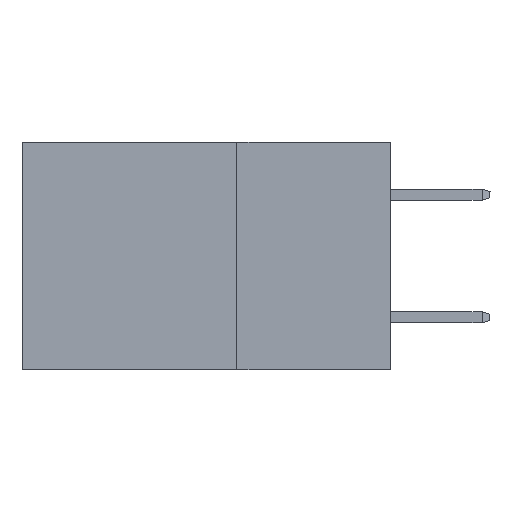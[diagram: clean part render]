
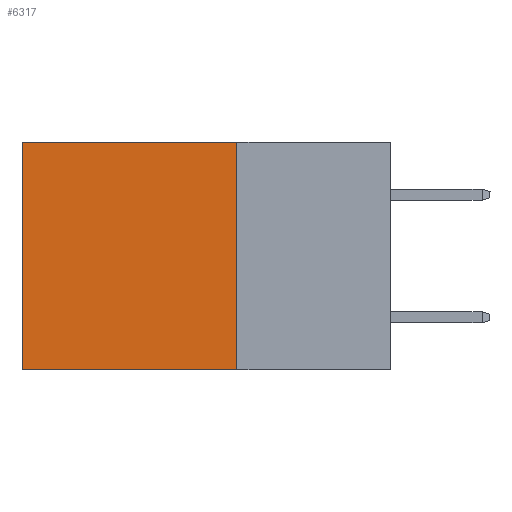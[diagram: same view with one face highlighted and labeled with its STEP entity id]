
A CAD part, left-side view. The second image highlights one B-rep face of the part: STEP entity #6317.
In plain terms, the highlighted planar face has unit normal (-1, 0, 0).
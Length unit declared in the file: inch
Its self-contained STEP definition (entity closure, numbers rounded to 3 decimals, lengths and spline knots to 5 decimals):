
#496 = CARTESIAN_POINT ( 'NONE',  ( 0.2875, 0.25, 0. ) ) ;
#737 = VERTEX_POINT ( 'NONE', #7722 ) ;
#902 = DIRECTION ( 'NONE',  ( 0., 1., 0. ) ) ;
#1162 = CARTESIAN_POINT ( 'NONE',  ( 0.2875, 0.6, -0.37 ) ) ;
#1396 = EDGE_CURVE ( 'NONE', #2565, #3575, #11633, .T. ) ;
#1744 = PLANE ( 'NONE',  #10036 ) ;
#1793 = DIRECTION ( 'NONE',  ( 1., 0., 0. ) ) ;
#2019 = LINE ( 'NONE', #2355, #2864 ) ;
#2355 = CARTESIAN_POINT ( 'NONE',  ( 0.2875, 0.25, -0.37 ) ) ;
#2565 = VERTEX_POINT ( 'NONE', #3870 ) ;
#2864 = VECTOR ( 'NONE', #902, 39.37008 ) ;
#2981 = ORIENTED_EDGE ( 'NONE', *, *, #9082, .F. ) ;
#3575 = VERTEX_POINT ( 'NONE', #1162 ) ;
#3646 = EDGE_CURVE ( 'NONE', #737, #2565, #11921, .T. ) ;
#3870 = CARTESIAN_POINT ( 'NONE',  ( 0.2875, 0.6, 0. ) ) ;
#3964 = CARTESIAN_POINT ( 'NONE',  ( 0.2875, 0.25, 0. ) ) ;
#3980 = VECTOR ( 'NONE', #8405, 39.37008 ) ;
#4023 = ORIENTED_EDGE ( 'NONE', *, *, #3646, .T. ) ;
#4831 = EDGE_CURVE ( 'NONE', #13806, #3575, #2019, .T. ) ;
#5349 = CARTESIAN_POINT ( 'NONE',  ( 0.2875, 0.6, 0. ) ) ;
#5926 = DIRECTION ( 'NONE',  ( 0., 0., -1. ) ) ;
#6022 = DIRECTION ( 'NONE',  ( 0., 1., 0. ) ) ;
#6105 = ORIENTED_EDGE ( 'NONE', *, *, #4831, .F. ) ;
#6317 = ADVANCED_FACE ( 'NONE', ( #12848 ), #1744, .F. ) ;
#7077 = VECTOR ( 'NONE', #5926, 39.37008 ) ;
#7722 = CARTESIAN_POINT ( 'NONE',  ( 0.2875, 0.25, 0. ) ) ;
#8405 = DIRECTION ( 'NONE',  ( 0., 0., -1. ) ) ;
#8518 = CARTESIAN_POINT ( 'NONE',  ( 0.2875, 0.25, -0.37 ) ) ;
#8666 = EDGE_LOOP ( 'NONE', ( #11927, #6105, #2981, #4023 ) ) ;
#8695 = VECTOR ( 'NONE', #6022, 39.37008 ) ;
#9082 = EDGE_CURVE ( 'NONE', #737, #13806, #11668, .T. ) ;
#9097 = CARTESIAN_POINT ( 'NONE',  ( 0.2875, 0.25, 0. ) ) ;
#10036 = AXIS2_PLACEMENT_3D ( 'NONE', #3964, #1793, #13568 ) ;
#11633 = LINE ( 'NONE', #5349, #3980 ) ;
#11668 = LINE ( 'NONE', #9097, #7077 ) ;
#11921 = LINE ( 'NONE', #496, #8695 ) ;
#11927 = ORIENTED_EDGE ( 'NONE', *, *, #1396, .T. ) ;
#12848 = FACE_OUTER_BOUND ( 'NONE', #8666, .T. ) ;
#13568 = DIRECTION ( 'NONE',  ( 0., 0., -1. ) ) ;
#13806 = VERTEX_POINT ( 'NONE', #8518 ) ;
